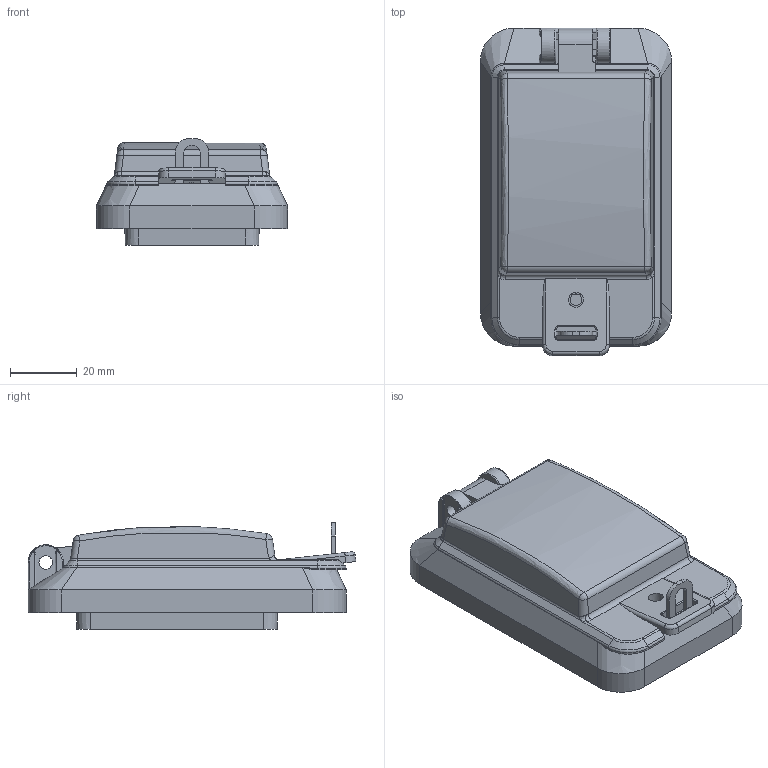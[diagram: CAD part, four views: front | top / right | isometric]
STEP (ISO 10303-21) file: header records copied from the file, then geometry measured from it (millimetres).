
FILE_DESCRIPTION(/* description */ (''),/* implementation_level */ '2;1');
FILE_NAME(/* name */ '2.stp',/* time_stamp */ '2023-08-05T16:45:51+08:00',/* author */ (''),/* organization */ (''),/* preprocessor_version */ 'ST-DEVELOPER v16.7',/* originating_system */ 'SIEMENS PLM Software NX 12.0',/* authorisation */ '');
FILE_SCHEMA (('AP203_CONFIGURATION_CONTROLLED_3D_DESIGN_OF_MECHANICAL_PARTS_AND_ASSEMBLIES_MIM_LF { 1 0 10303 403 2 1 2}'));
Length unit declared in the file: millimetre
Products named in the file (1): 17E042423w8yb
Bounding box: 57.2 x 98.14 x 31.93 mm (x, y, z)
Volume: 43915.6 mm3; surface area: 39635.4 mm2
Topology: 2 solids, 2 shells, 530 faces, 1451 edges, 928 vertices
Faces by surface type: plane 293, cylinder 145, bspline 50, cone 22, torus 12, sphere 8
Full cylindrical faces by diameter (mm): 3.2 x4, 4.05 x2, 4.5 x1, 6.5 x1
Entity records: 17712 total; most frequent: CARTESIAN_POINT 4333, ORIENTED_EDGE 2864, DIRECTION 2664, EDGE_CURVE 1432, LINE 954, VECTOR 954, VERTEX_POINT 923, AXIS2_PLACEMENT_3D 855
